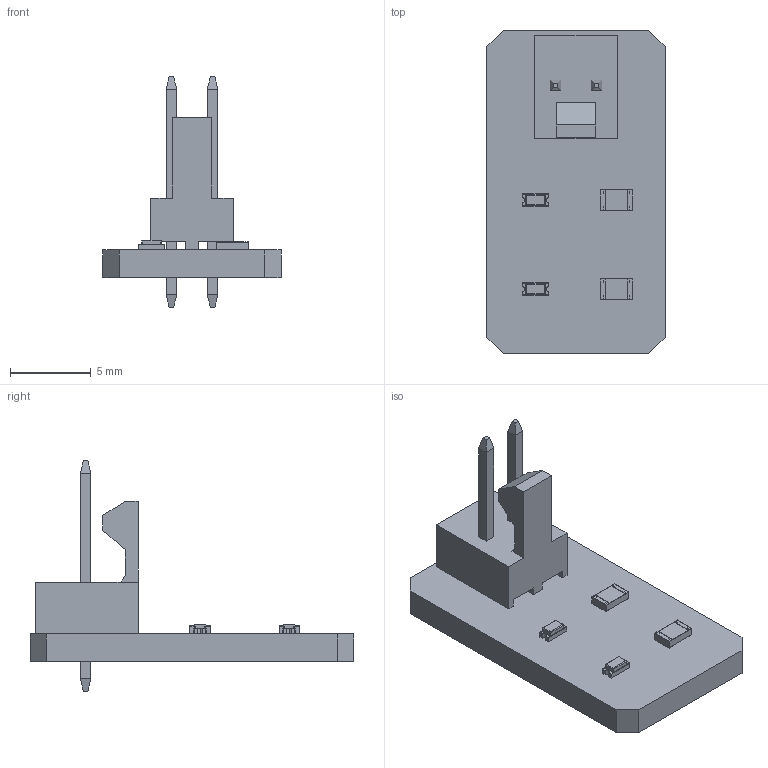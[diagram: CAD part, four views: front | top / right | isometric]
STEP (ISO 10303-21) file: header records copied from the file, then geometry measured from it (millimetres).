
FILE_DESCRIPTION(('Open CASCADE Model'),'2;1');
FILE_NAME('Open CASCADE Shape Model','2020-05-25T14:13:13',('Author'),( 'Open CASCADE'),'Open CASCADE STEP processor 6.8','Open CASCADE 6.8' ,'Unknown');
FILE_SCHEMA(('AUTOMOTIVE_DESIGN { 1 0 10303 214 1 1 1 1 }'));
Length unit declared in the file: millimetre
Products named in the file (13): PCB; Board; Open CASCADE STEP translator 6.8 1.1.1; R2; CRCW08052M74FKTC--3DModel-STEP-46669; R1; L2; ALSRobot-LED0603(G); L1; J1; User_Library-Molex_-_2-Pin_Header_with_Lock_(0_100in_pitch); Molex_-_Header_Base_with_Lock_(0.100in_pitch); Molex_-_Header_Pin
Assembly tree (15 placements, depth 4):
  PCB
    Board
      Open CASCADE STEP translator 6.8 1.1.1
    R2
      CRCW08052M74FKTC--3DModel-STEP-46669
    R1
      CRCW08052M74FKTC--3DModel-STEP-46669
    L2
      ALSRobot-LED0603(G)
    L1
      ALSRobot-LED0603(G)
    J1
      User_Library-Molex_-_2-Pin_Header_with_Lock_(0_100in_pitch)
        Molex_-_Header_Base_with_Lock_(0.100in_pitch)
        Molex_-_Header_Pin  x2
Bounding box: 11 x 20 x 14.22 mm (x, y, z)
Volume: 496.1 mm3; surface area: 854.6 mm2
Topology: 14 solids, 14 shells, 250 faces, 634 edges, 404 vertices
Faces by surface type: plane 220, cylinder 22, bspline 8
Entity records: 4864 total; most frequent: CARTESIAN_POINT 826, ORIENTED_EDGE 734, DIRECTION 707, EDGE_CURVE 367, LINE 341, VECTOR 341, VERTEX_POINT 238, AXIS2_PLACEMENT_3D 183
